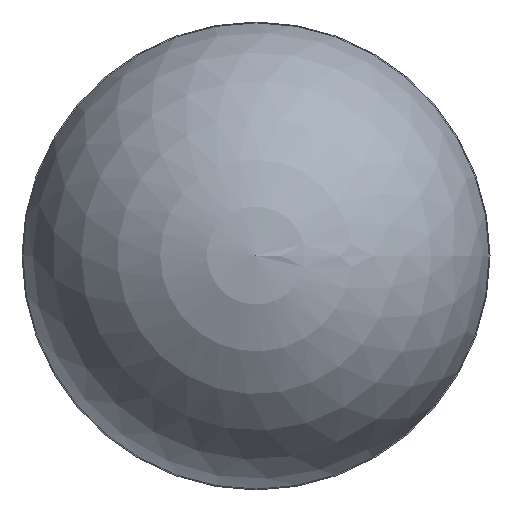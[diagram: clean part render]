
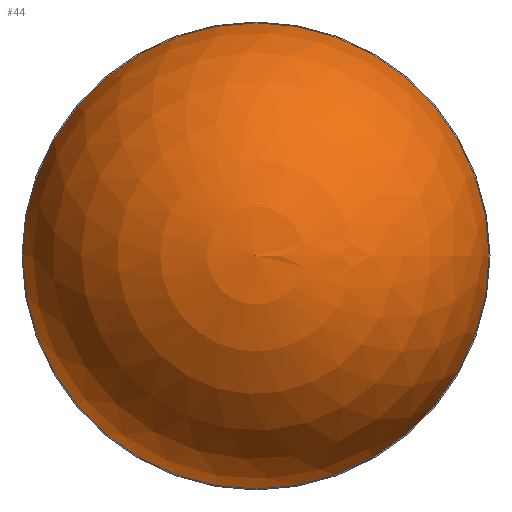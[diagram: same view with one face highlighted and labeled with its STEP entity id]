
A CAD part, top view. The second image highlights one B-rep face of the part: STEP entity #44.
In plain terms, the highlighted spherical face has radius 23.5 mm.
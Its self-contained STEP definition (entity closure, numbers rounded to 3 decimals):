
#44 = ADVANCED_FACE( '', ( #89 ), #90, .T. );
#89 = FACE_OUTER_BOUND( '', #127, .T. );
#90 = SPHERICAL_SURFACE( '', #128, 23.5 );
#127 = EDGE_LOOP( '', ( #171 ) );
#128 = AXIS2_PLACEMENT_3D( '', #172, #173, #174 );
#171 = ORIENTED_EDGE( '', *, *, #183, .F. );
#172 = CARTESIAN_POINT( '', ( 0., 0., 21.5 ) );
#173 = DIRECTION( '', ( 0., 0., 1. ) );
#174 = DIRECTION( '', ( 1., 0., 0. ) );
#183 = EDGE_CURVE( '', #200, #200, #201, .F. );
#200 = VERTEX_POINT( '', #222 );
#201 = CIRCLE( '', #223, 23.397 );
#222 = CARTESIAN_POINT( '', ( 23.397, 0., 23.699 ) );
#223 = AXIS2_PLACEMENT_3D( '', #244, #245, #246 );
#244 = CARTESIAN_POINT( '', ( 0., 0., 23.699 ) );
#245 = DIRECTION( '', ( 0., 0., 1. ) );
#246 = DIRECTION( '', ( 1., 0., 0. ) );
